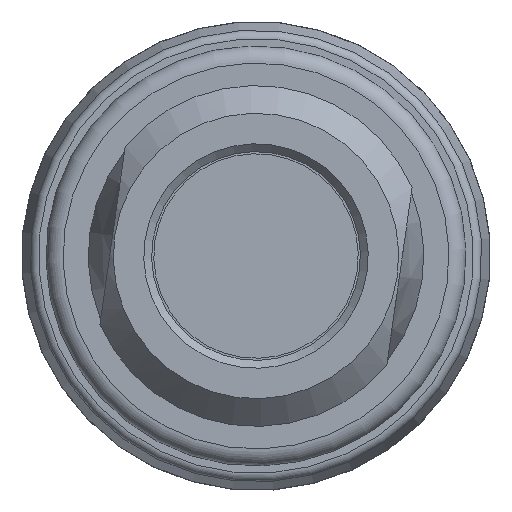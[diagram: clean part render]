
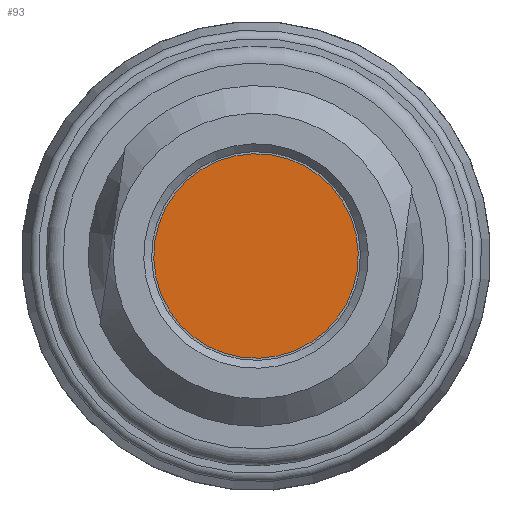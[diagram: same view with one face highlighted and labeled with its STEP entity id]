
A CAD part, left-side view. The second image highlights one B-rep face of the part: STEP entity #93.
In plain terms, the highlighted planar face has unit normal (-1, 0, 0).
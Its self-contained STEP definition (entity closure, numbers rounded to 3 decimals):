
#68=CARTESIAN_POINT('',(43.386,7.031,0.0));
#69=DIRECTION('',(-1.0,0.0,0.0));
#70=DIRECTION('',(0.0,0.0,1.0));
#71=AXIS2_PLACEMENT_3D('',#68,#69,#70);
#72=PLANE('',#71);
#73=CARTESIAN_POINT('',(43.386,11.88,1.695));
#74=VERTEX_POINT('',#73);
#75=CARTESIAN_POINT('',(43.386,-11.88,-1.695));
#76=VERTEX_POINT('',#75);
#77=CARTESIAN_POINT('',(43.386,0.,0.));
#78=DIRECTION('',(1.0,0.,0.));
#79=DIRECTION('',(0.,-0.99,-0.141));
#80=AXIS2_PLACEMENT_3D('',#77,#78,#79);
#81=CIRCLE('',#80,12.);
#82=EDGE_CURVE('',#74,#76,#81,.T.);
#83=ORIENTED_EDGE('',*,*,#82,.F.);
#84=CARTESIAN_POINT('',(43.386,0.,0.));
#85=DIRECTION('',(1.0,0.,0.));
#86=DIRECTION('',(0.,-0.99,-0.141));
#87=AXIS2_PLACEMENT_3D('',#84,#85,#86);
#88=CIRCLE('',#87,12.);
#89=EDGE_CURVE('',#76,#74,#88,.T.);
#90=ORIENTED_EDGE('',*,*,#89,.F.);
#91=EDGE_LOOP('',(#83,#90));
#92=FACE_OUTER_BOUND('',#91,.T.);
#93=ADVANCED_FACE('',(#92),#72,.T.);
